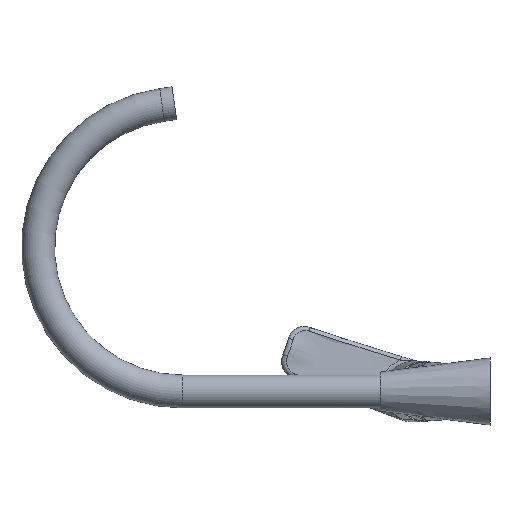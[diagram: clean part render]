
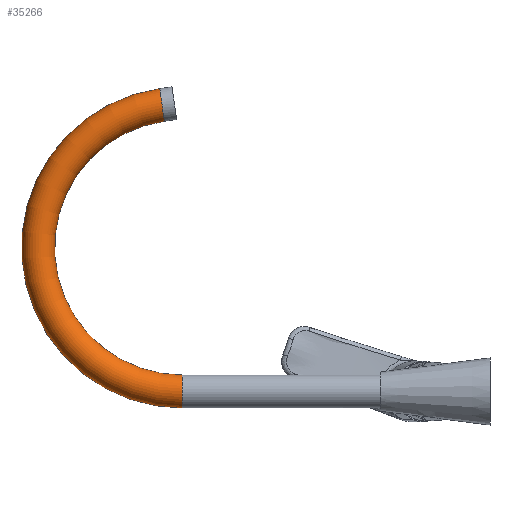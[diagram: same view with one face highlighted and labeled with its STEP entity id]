
A CAD part, left-side view. The second image highlights one B-rep face of the part: STEP entity #35266.
In plain terms, the highlighted toroidal (fillet/blend) face has major radius 104.884 mm and minor radius 12 mm.
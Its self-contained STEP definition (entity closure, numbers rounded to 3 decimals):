
#92 = CIRCLE ( 'NONE', #44512, 12. ) ;
#953 = VERTEX_POINT ( 'NONE', #39332 ) ;
#6458 = DIRECTION ( 'NONE',  ( 1., 0., 0. ) ) ;
#9042 = CARTESIAN_POINT ( 'NONE',  ( 0., 237.242, 196.864 ) ) ;
#11083 = DIRECTION ( 'NONE',  ( 0., -0.99, 0.139 ) ) ;
#11984 = CIRCLE ( 'NONE', #55195, 12. ) ;
#13186 = DIRECTION ( 'NONE',  ( 0., 0., -1. ) ) ;
#13456 = DIRECTION ( 'NONE',  ( 1., 0., 0. ) ) ;
#16901 = EDGE_CURVE ( 'NONE', #52575, #20455, #77477, .T. ) ;
#19645 = EDGE_CURVE ( 'NONE', #953, #20455, #92, .T. ) ;
#19817 = DIRECTION ( 'NONE',  ( 0., 0., -1. ) ) ;
#20455 = VERTEX_POINT ( 'NONE', #9042 ) ;
#22195 = CARTESIAN_POINT ( 'NONE',  ( 0., 224.315, 0. ) ) ;
#23169 = CARTESIAN_POINT ( 'NONE',  ( 0., 224.315, 12. ) ) ;
#28947 = DIRECTION ( 'NONE',  ( 0., 1., 0. ) ) ;
#31662 = AXIS2_PLACEMENT_3D ( 'NONE', #50411, #13456, #19817 ) ;
#33046 = AXIS2_PLACEMENT_3D ( 'NONE', #67569, #6458, #13186 ) ;
#35266 = ADVANCED_FACE ( 'NONE', ( #66678 ), #65888, .T. ) ;
#36040 = CARTESIAN_POINT ( 'NONE',  ( 0., 224.315, -12. ) ) ;
#38457 = DIRECTION ( 'NONE',  ( 0., 0., -1. ) ) ;
#39103 = EDGE_LOOP ( 'NONE', ( #76939, #45455, #60185, #63445 ) ) ;
#39332 = CARTESIAN_POINT ( 'NONE',  ( 0., 240.582, 220.631 ) ) ;
#39565 = EDGE_CURVE ( 'NONE', #55339, #953, #67239, .T. ) ;
#43510 = DIRECTION ( 'NONE',  ( -1., 0., 0. ) ) ;
#44512 = AXIS2_PLACEMENT_3D ( 'NONE', #73641, #11083, #43510 ) ;
#45455 = ORIENTED_EDGE ( 'NONE', *, *, #68814, .T. ) ;
#49610 = AXIS2_PLACEMENT_3D ( 'NONE', #57116, #56316, #38457 ) ;
#50411 = CARTESIAN_POINT ( 'NONE',  ( 0., 224.315, 104.884 ) ) ;
#52575 = VERTEX_POINT ( 'NONE', #23169 ) ;
#53175 = DIRECTION ( 'NONE',  ( -1., 0., 0. ) ) ;
#55195 = AXIS2_PLACEMENT_3D ( 'NONE', #22195, #28947, #53175 ) ;
#55339 = VERTEX_POINT ( 'NONE', #36040 ) ;
#56316 = DIRECTION ( 'NONE',  ( 1., 0., 0. ) ) ;
#57116 = CARTESIAN_POINT ( 'NONE',  ( 0., 224.315, 104.884 ) ) ;
#60185 = ORIENTED_EDGE ( 'NONE', *, *, #16901, .T. ) ;
#63445 = ORIENTED_EDGE ( 'NONE', *, *, #19645, .F. ) ;
#65888 = TOROIDAL_SURFACE ( 'NONE', #31662, 104.884, 12. ) ;
#66678 = FACE_OUTER_BOUND ( 'NONE', #39103, .T. ) ;
#67239 = CIRCLE ( 'NONE', #33046, 116.884 ) ;
#67569 = CARTESIAN_POINT ( 'NONE',  ( 0., 224.315, 104.884 ) ) ;
#68814 = EDGE_CURVE ( 'NONE', #55339, #52575, #11984, .T. ) ;
#73641 = CARTESIAN_POINT ( 'NONE',  ( 0., 238.912, 208.747 ) ) ;
#76939 = ORIENTED_EDGE ( 'NONE', *, *, #39565, .F. ) ;
#77477 = CIRCLE ( 'NONE', #49610, 92.884 ) ;
